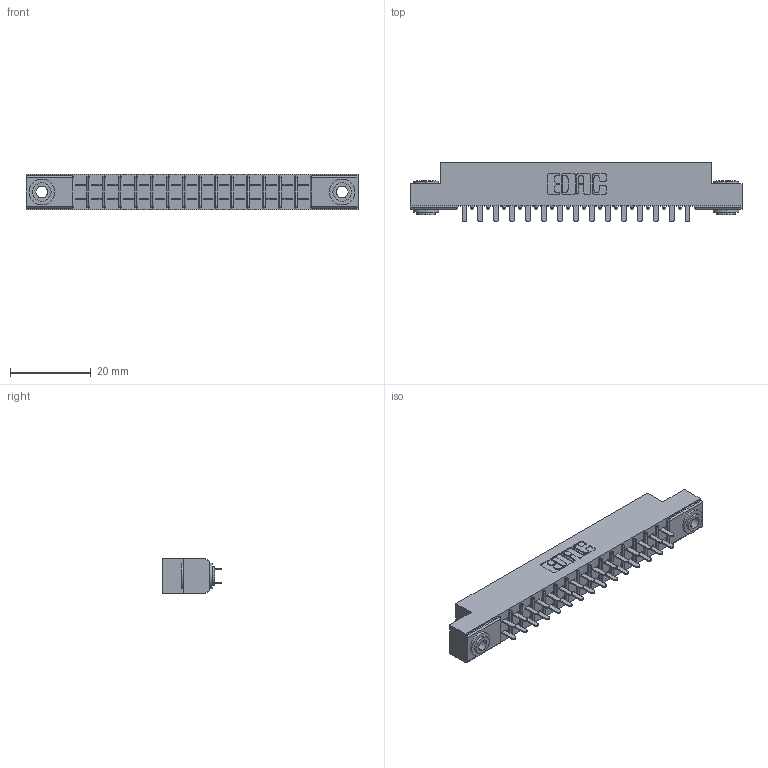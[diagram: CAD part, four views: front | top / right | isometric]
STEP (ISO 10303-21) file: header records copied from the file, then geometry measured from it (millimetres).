
FILE_DESCRIPTION (( 'STEP AP203' ), '1' );
FILE_NAME ('315-030-521-203.STEP', '2019-09-10T15:23:44', ( '' ), ( '' ), 'SwSTEP 2.0', 'SolidWorks 2016', '' );
FILE_SCHEMA (( 'CONFIG_CONTROL_DESIGN' ));
Length unit declared in the file: inch
Products named in the file (4): 305-290-001_521; 305 Part_.156 Dia; 345-250-002_345-250-002-102; 315-030-521-203
Assembly tree (33 placements, depth 2):
  315-030-521-203
    305 Part_.156 Dia
    305-290-001_521  x30
    345-250-002_345-250-002-102  x2
Bounding box: 82.45 x 14.86 x 8.71 mm (x, y, z)
Volume: 5159 mm3; surface area: 9440 mm2
Topology: 33 solids, 33 shells, 1548 faces, 4373 edges, 2830 vertices
Faces by surface type: plane 902, cylinder 578, sphere 60, cone 8
Entity records: 20473 total; most frequent: CARTESIAN_POINT 3368, ORIENTED_EDGE 3330, DIRECTION 3295, EDGE_CURVE 1665, VECTOR 1309, LINE 1309, VERTEX_POINT 1066, AXIS2_PLACEMENT_3D 993
